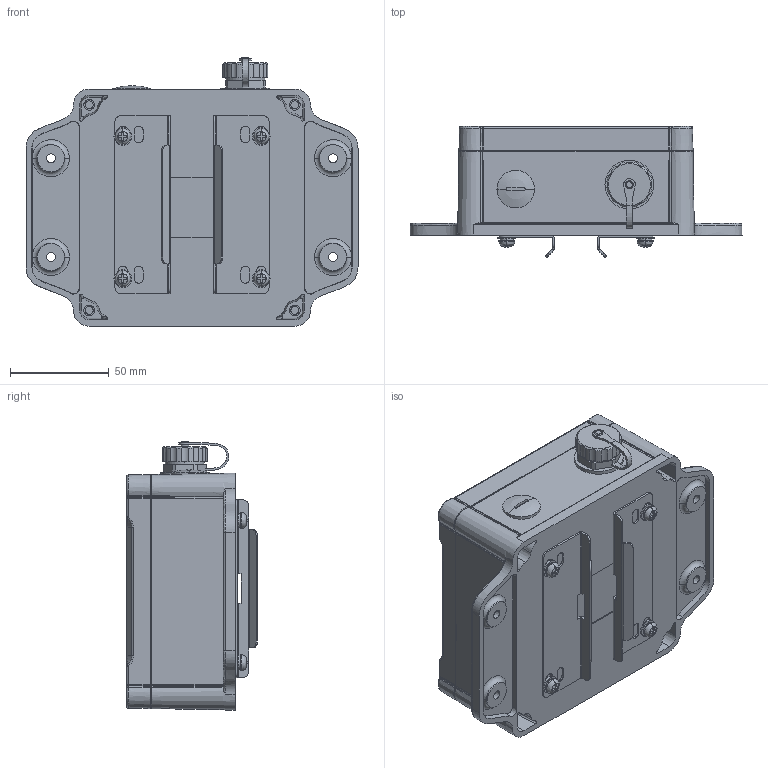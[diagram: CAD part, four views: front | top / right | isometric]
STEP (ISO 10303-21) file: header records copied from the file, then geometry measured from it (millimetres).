
FILE_DESCRIPTION((''),'2;1');
FILE_NAME('RAK_10001_ASM','2020-12-09T',('lina'),(''),'PRO/ENGINEER BY PARAMETRIC TECHNOLOGY CORPORATION, 2010280','PRO/ENGINEER BY PARAMETRIC TECHNOLOGY CORPORATION, 2010280','');
FILE_SCHEMA(('AUTOMOTIVE_DESIGN { 1 2 10303 214 0 1 1 1 }'));
Length unit declared in the file: millimetre
Products named in the file (14): RAKU71460036; BSO-M2_5-12-ZC; BSO-M2_5-14-ZC; S-M3-1-ZC; RAKU71460036_ASM; SP16-4_SOCKET; GLS-M16; RAKU71450006; GB9074_4-88_M4X8; BWP10001_BASE_WISBLOCK; BWP10001_COVER; RAKU31420006_ASM; GB818-85_M3X6; RAK_10001_ASM
Assembly tree (24 placements, depth 3):
  RAK_10001_ASM
    RAKU71460036_ASM
      RAKU71460036
      BSO-M2_5-12-ZC  x4
      BSO-M2_5-14-ZC  x2
      S-M3-1-ZC  x2
    SP16-4_SOCKET
    GLS-M16
    RAKU71450006  x2
    GB9074_4-88_M4X8  x4
    RAKU31420006_ASM
      BWP10001_BASE_WISBLOCK
      BWP10001_COVER
    GB818-85_M3X6  x3
Bounding box: 168 x 66.24 x 135.8 mm (x, y, z)
Volume: 217763.4 mm3; surface area: 167540.5 mm2
Topology: 23 solids, 28 shells, 1370 faces, 3400 edges, 2196 vertices
Faces by surface type: plane 586, cylinder 419, cone 202, bspline 90, sphere 36, extrusion 19, torus 18
Entity records: 44313 total; most frequent: CARTESIAN_POINT 13288, ORIENTED_EDGE 5540, DIRECTION 5469, EDGE_CURVE 2770, AXIS2_PLACEMENT_3D 2078, VERTEX_POINT 1804, VECTOR 1313, LINE 1294
